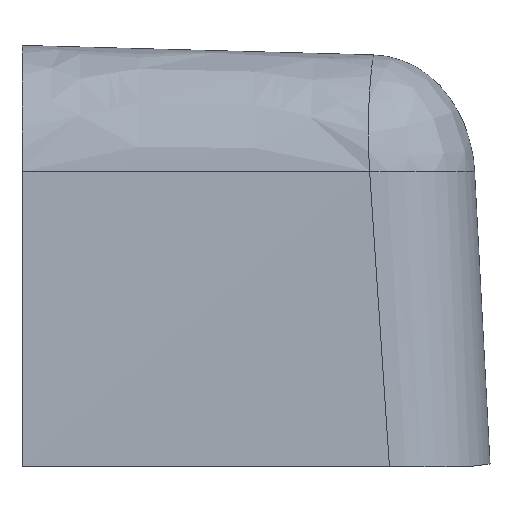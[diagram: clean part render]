
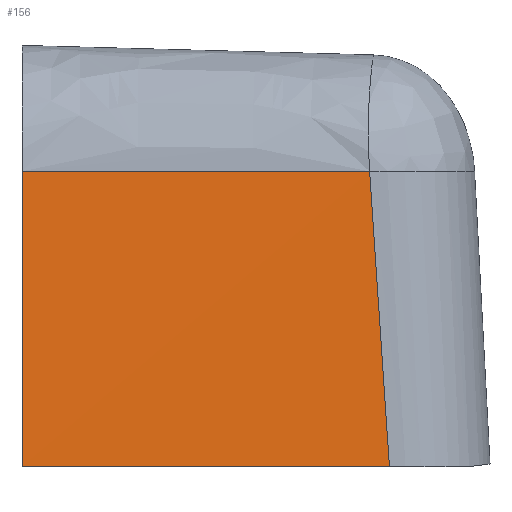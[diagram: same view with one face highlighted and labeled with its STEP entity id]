
A CAD part, left-side view. The second image highlights one B-rep face of the part: STEP entity #156.
In plain terms, the highlighted free-form (B-spline) face has degree [3, 3] with [4, 5] control points.
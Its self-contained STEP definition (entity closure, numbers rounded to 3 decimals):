
#156=ADVANCED_FACE('',(#237),#211,.F.);
#211=B_SPLINE_SURFACE_WITH_KNOTS('',3,3,((#2408,#2409,#2410,#2411,#2412),
(#2413,#2414,#2415,#2416,#2417),(#2418,#2419,#2420,#2421,#2422),(#2423,#2424,
#2425,#2426,#2427)),.UNSPECIFIED.,.F.,.F.,.F.,(4,4),(4,1,4),(0.,1.),(0.,
0.5,1.),.UNSPECIFIED.);
#237=FACE_OUTER_BOUND('',#299,.T.);
#299=EDGE_LOOP('',(#447,#448,#449,#450));
#447=ORIENTED_EDGE('',*,*,#787,.F.);
#448=ORIENTED_EDGE('',*,*,#753,.F.);
#449=ORIENTED_EDGE('',*,*,#759,.F.);
#450=ORIENTED_EDGE('',*,*,#791,.F.);
#661=VERTEX_POINT('',#1538);
#662=VERTEX_POINT('',#1539);
#665=VERTEX_POINT('',#1772);
#682=VERTEX_POINT('',#2242);
#753=EDGE_CURVE('',#661,#662,#892,.T.);
#759=EDGE_CURVE('',#665,#661,#898,.T.);
#787=EDGE_CURVE('',#662,#682,#925,.T.);
#791=EDGE_CURVE('',#682,#665,#928,.T.);
#892=B_SPLINE_CURVE_WITH_KNOTS('',3,(#1534,#1535,#1536,#1537),.UNSPECIFIED.,
 .F.,.F.,(4,4),(0.,1.),.UNSPECIFIED.);
#898=B_SPLINE_CURVE_WITH_KNOTS('',3,(#1773,#1774,#1775,#1776,#1777),.UNSPECIFIED.,
 .F.,.F.,(4,1,4),(0.,0.,1.),.UNSPECIFIED.);
#925=B_SPLINE_CURVE_WITH_KNOTS('',3,(#2238,#2239,#2240,#2241),.UNSPECIFIED.,
 .F.,.F.,(4,4),(0.,1.),.UNSPECIFIED.);
#928=B_SPLINE_CURVE_WITH_KNOTS('',3,(#2404,#2405,#2406,#2407),.UNSPECIFIED.,
 .F.,.F.,(4,4),(0.,1.),.UNSPECIFIED.);
#1534=CARTESIAN_POINT('',(-91.731,-229.875,-270.718));
#1535=CARTESIAN_POINT('',(-95.965,-229.875,-180.512));
#1536=CARTESIAN_POINT('',(-99.416,-229.875,-90.268));
#1537=CARTESIAN_POINT('',(-102.084,-229.875,0.));
#1538=CARTESIAN_POINT('',(-91.731,-229.875,-270.718));
#1539=CARTESIAN_POINT('',(-102.084,-229.875,0.));
#1772=CARTESIAN_POINT('',(-95.417,0.,-286.154));
#1773=CARTESIAN_POINT('',(-95.417,-0.002,-286.151));
#1774=CARTESIAN_POINT('',(-95.417,-0.003,-286.151));
#1775=CARTESIAN_POINT('',(-94.188,-76.628,-281.006));
#1776=CARTESIAN_POINT('',(-92.959,-153.252,-275.862));
#1777=CARTESIAN_POINT('',(-91.731,-229.875,-270.718));
#2238=CARTESIAN_POINT('',(-102.084,-229.875,0.));
#2239=CARTESIAN_POINT('',(-105.763,-153.25,0.));
#2240=CARTESIAN_POINT('',(-109.443,-76.625,0.));
#2241=CARTESIAN_POINT('',(-113.123,0.,0.));
#2242=CARTESIAN_POINT('',(-113.123,0.,0.));
#2404=CARTESIAN_POINT('',(-113.123,0.,0.));
#2405=CARTESIAN_POINT('',(-107.221,0.,-95.384));
#2406=CARTESIAN_POINT('',(-101.319,0.,-190.767));
#2407=CARTESIAN_POINT('',(-95.417,0.,-286.151));
#2408=CARTESIAN_POINT('',(-124.162,229.875,0.));
#2409=CARTESIAN_POINT('',(-120.482,153.25,0.));
#2410=CARTESIAN_POINT('',(-113.123,0.,0.));
#2411=CARTESIAN_POINT('',(-105.763,-153.25,0.));
#2412=CARTESIAN_POINT('',(-102.084,-229.875,0.));
#2413=CARTESIAN_POINT('',(-115.025,229.871,-100.499));
#2414=CARTESIAN_POINT('',(-112.424,153.247,-98.794));
#2415=CARTESIAN_POINT('',(-107.221,-0.002,-95.384));
#2416=CARTESIAN_POINT('',(-102.018,-153.251,-91.973));
#2417=CARTESIAN_POINT('',(-99.416,-229.875,-90.268));
#2418=CARTESIAN_POINT('',(-106.673,229.867,-201.022));
#2419=CARTESIAN_POINT('',(-104.888,153.244,-197.604));
#2420=CARTESIAN_POINT('',(-101.319,-0.004,-190.767));
#2421=CARTESIAN_POINT('',(-97.749,-153.252,-183.93));
#2422=CARTESIAN_POINT('',(-95.965,-229.875,-180.512));
#2423=CARTESIAN_POINT('',(-99.103,229.863,-301.584));
#2424=CARTESIAN_POINT('',(-97.874,153.24,-296.439));
#2425=CARTESIAN_POINT('',(-95.417,-0.006,-286.151));
#2426=CARTESIAN_POINT('',(-92.959,-153.252,-275.862));
#2427=CARTESIAN_POINT('',(-91.731,-229.875,-270.718));
